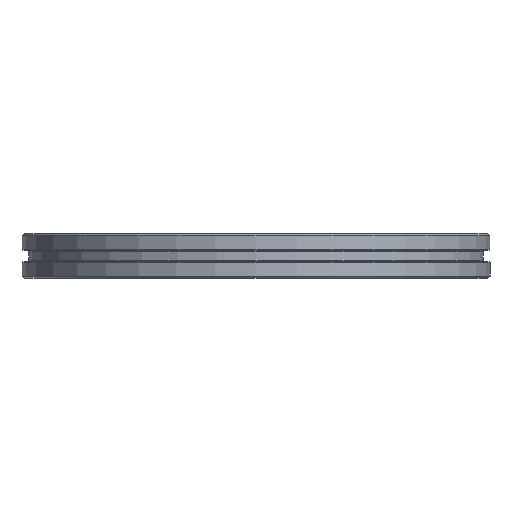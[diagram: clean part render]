
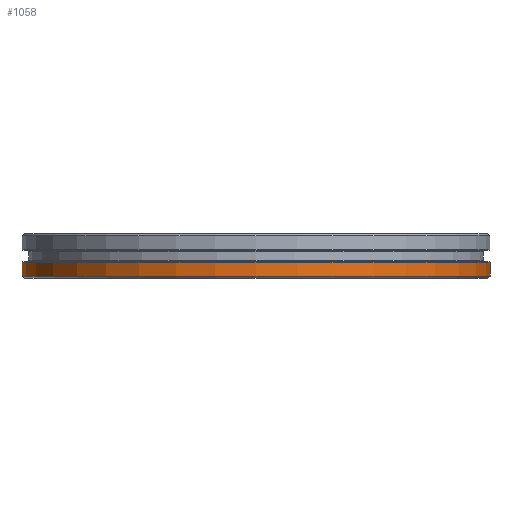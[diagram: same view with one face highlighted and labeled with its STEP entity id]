
A CAD part, front view. The second image highlights one B-rep face of the part: STEP entity #1058.
In plain terms, the highlighted cylindrical face has radius 52.5 mm (diameter 105 mm), a full revolution.
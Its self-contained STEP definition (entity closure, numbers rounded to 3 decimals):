
#222=CYLINDRICAL_SURFACE('',#7333,52.5);
#1058=ADVANCED_FACE('',(#1987,#1988),#222,.T.);
#1987=FACE_BOUND('',#2577,.T.);
#1988=FACE_BOUND('',#2578,.T.);
#2577=EDGE_LOOP('',(#3614));
#2578=EDGE_LOOP('',(#3615));
#3614=ORIENTED_EDGE('',*,*,#5996,.T.);
#3615=ORIENTED_EDGE('',*,*,#5997,.T.);
#5322=VERTEX_POINT('',#12388);
#5323=VERTEX_POINT('',#12390);
#5996=EDGE_CURVE('',#5322,#5322,#6760,.T.);
#5997=EDGE_CURVE('',#5323,#5323,#6761,.T.);
#6760=CIRCLE('',#7331,52.5);
#6761=CIRCLE('',#7332,52.5);
#7331=AXIS2_PLACEMENT_3D('',#12387,#8562,#8563);
#7332=AXIS2_PLACEMENT_3D('',#12389,#8564,#8565);
#7333=AXIS2_PLACEMENT_3D('',#12391,#8566,#8567);
#8562=DIRECTION('',(0.,0.,1.));
#8563=DIRECTION('',(-1.,0.,0.));
#8564=DIRECTION('',(0.,0.,-1.));
#8565=DIRECTION('',(1.,0.,0.));
#8566=DIRECTION('',(0.,0.,-1.));
#8567=DIRECTION('',(-1.,0.,0.));
#12387=CARTESIAN_POINT('',(0.,0.,0.5));
#12388=CARTESIAN_POINT('',(-52.5,0.,0.5));
#12389=CARTESIAN_POINT('',(0.,0.,3.55));
#12390=CARTESIAN_POINT('',(52.5,0.,3.55));
#12391=CARTESIAN_POINT('',(0.,0.,0.));
